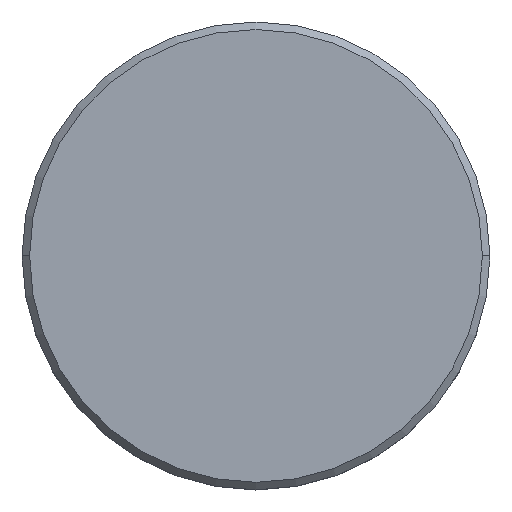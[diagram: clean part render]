
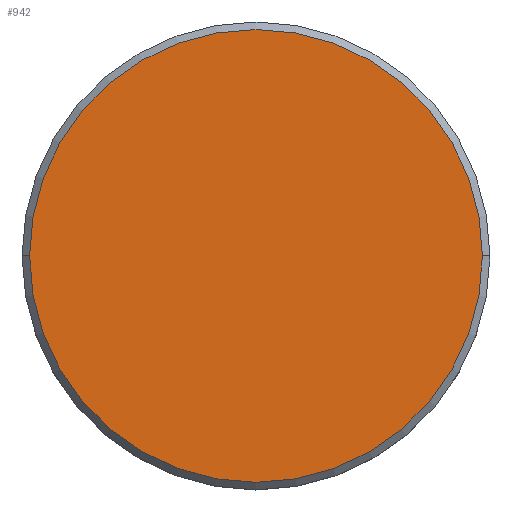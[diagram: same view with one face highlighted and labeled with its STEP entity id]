
A CAD part, top view. The second image highlights one B-rep face of the part: STEP entity #942.
In plain terms, the highlighted planar face has unit normal (0, 0, 1).
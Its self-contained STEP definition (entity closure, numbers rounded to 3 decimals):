
#50 = ORIENTED_EDGE ( 'NONE', *, *, #1047, .T. ) ;
#62 = CARTESIAN_POINT ( 'NONE',  ( 0., 0., 0. ) ) ;
#125 = CARTESIAN_POINT ( 'NONE',  ( 15., 0., 0. ) ) ;
#163 = PLANE ( 'NONE',  #567 ) ;
#173 = CIRCLE ( 'NONE', #996, 15. ) ;
#240 = CARTESIAN_POINT ( 'NONE',  ( 0., 0., 0. ) ) ;
#246 = DIRECTION ( 'NONE',  ( 1., 0., 0. ) ) ;
#247 = CARTESIAN_POINT ( 'NONE',  ( 0., 0., 0. ) ) ;
#260 = CARTESIAN_POINT ( 'NONE',  ( -15., 0., 0. ) ) ;
#336 = DIRECTION ( 'NONE',  ( 0., 0., 1. ) ) ;
#421 = VERTEX_POINT ( 'NONE', #125 ) ;
#441 = DIRECTION ( 'NONE',  ( 0., 0., 1. ) ) ;
#491 = EDGE_LOOP ( 'NONE', ( #50, #1042 ) ) ;
#498 = EDGE_CURVE ( 'NONE', #421, #1050, #587, .T. ) ;
#532 = DIRECTION ( 'NONE',  ( 1., 0., 0. ) ) ;
#536 = DIRECTION ( 'NONE',  ( 0., 0., 1. ) ) ;
#567 = AXIS2_PLACEMENT_3D ( 'NONE', #240, #336, #246 ) ;
#587 = CIRCLE ( 'NONE', #920, 15. ) ;
#920 = AXIS2_PLACEMENT_3D ( 'NONE', #247, #441, #532 ) ;
#942 = ADVANCED_FACE ( 'NONE', ( #1057 ), #163, .T. ) ;
#996 = AXIS2_PLACEMENT_3D ( 'NONE', #62, #536, #1075 ) ;
#1042 = ORIENTED_EDGE ( 'NONE', *, *, #498, .T. ) ;
#1047 = EDGE_CURVE ( 'NONE', #1050, #421, #173, .T. ) ;
#1050 = VERTEX_POINT ( 'NONE', #260 ) ;
#1057 = FACE_OUTER_BOUND ( 'NONE', #491, .T. ) ;
#1075 = DIRECTION ( 'NONE',  ( 1., 0., 0. ) ) ;
